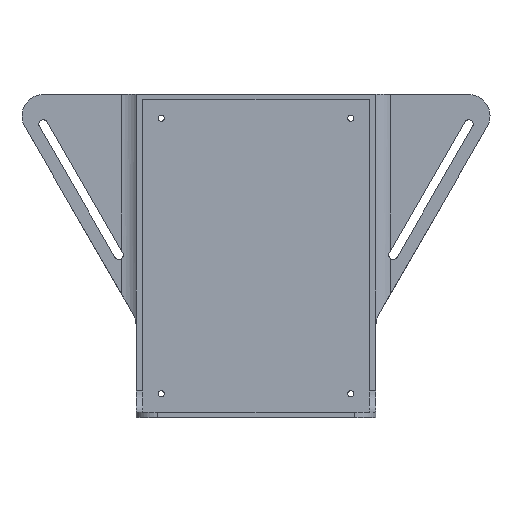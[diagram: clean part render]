
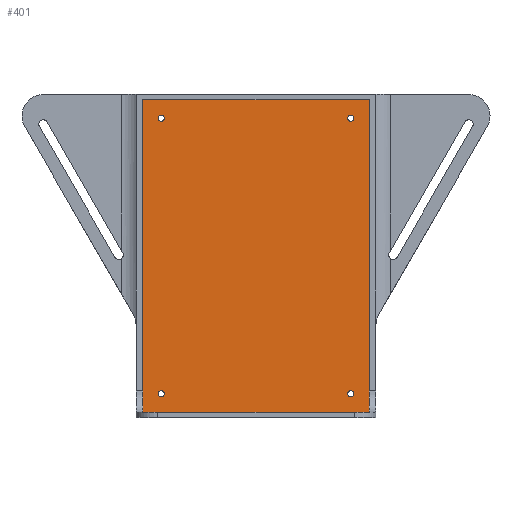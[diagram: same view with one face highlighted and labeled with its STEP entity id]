
A CAD part, top view. The second image highlights one B-rep face of the part: STEP entity #401.
In plain terms, the highlighted planar face has unit normal (0, 0, 1).
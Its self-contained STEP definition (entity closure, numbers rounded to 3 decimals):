
#17 = ORIENTED_EDGE ( 'NONE', *, *, #204, .T. ) ;
#145 = VERTEX_POINT ( 'NONE', #1743 ) ;
#149 = CARTESIAN_POINT ( 'NONE',  ( -52.676, 72.613, 1. ) ) ;
#204 = EDGE_CURVE ( 'NONE', #3514, #3893, #242, .T. ) ;
#236 = EDGE_CURVE ( 'NONE', #3718, #145, #4474, .T. ) ;
#238 = DIRECTION ( 'NONE',  ( 1., 0., 0. ) ) ;
#242 = LINE ( 'NONE', #274, #2088 ) ;
#261 = CARTESIAN_POINT ( 'NONE',  ( 52.676, 72.613, 1. ) ) ;
#274 = CARTESIAN_POINT ( 'NONE',  ( -52.676, 72.613, 1. ) ) ;
#401 = ADVANCED_FACE ( 'NONE', ( #827, #2801, #2825, #2413, #3990 ), #3607, .T. ) ;
#502 = CARTESIAN_POINT ( 'NONE',  ( -52.676, -72.613, 1. ) ) ;
#513 = CARTESIAN_POINT ( 'NONE',  ( -45.4, -64., 1. ) ) ;
#524 = VECTOR ( 'NONE', #3287, 1000. ) ;
#584 = CARTESIAN_POINT ( 'NONE',  ( 44., -64., 1. ) ) ;
#693 = VERTEX_POINT ( 'NONE', #4518 ) ;
#758 = ORIENTED_EDGE ( 'NONE', *, *, #2277, .F. ) ;
#807 = EDGE_LOOP ( 'NONE', ( #1903, #3199, #4714, #17 ) ) ;
#827 = FACE_BOUND ( 'NONE', #4113, .T. ) ;
#838 = CARTESIAN_POINT ( 'NONE',  ( 45.4, 64., 1. ) ) ;
#856 = VERTEX_POINT ( 'NONE', #4000 ) ;
#948 = CARTESIAN_POINT ( 'NONE',  ( -44., 64., 1. ) ) ;
#1037 = DIRECTION ( 'NONE',  ( 0., 0., 1. ) ) ;
#1155 = EDGE_CURVE ( 'NONE', #3893, #1801, #1660, .T. ) ;
#1192 = DIRECTION ( 'NONE',  ( 1., 0., 0. ) ) ;
#1232 = EDGE_CURVE ( 'NONE', #4429, #4746, #4644, .T. ) ;
#1291 = DIRECTION ( 'NONE',  ( 1., 0., 0. ) ) ;
#1365 = CIRCLE ( 'NONE', #2770, 1.4 ) ;
#1463 = DIRECTION ( 'NONE',  ( 0., 0., 1. ) ) ;
#1478 = DIRECTION ( 'NONE',  ( 1., 0., 0. ) ) ;
#1528 = AXIS2_PLACEMENT_3D ( 'NONE', #2042, #3236, #4391 ) ;
#1660 = LINE ( 'NONE', #502, #4892 ) ;
#1735 = VERTEX_POINT ( 'NONE', #838 ) ;
#1743 = CARTESIAN_POINT ( 'NONE',  ( 42.6, -64., 1. ) ) ;
#1801 = VERTEX_POINT ( 'NONE', #3955 ) ;
#1892 = DIRECTION ( 'NONE',  ( -1., 0., 0. ) ) ;
#1903 = ORIENTED_EDGE ( 'NONE', *, *, #1155, .T. ) ;
#1964 = CARTESIAN_POINT ( 'NONE',  ( 45.4, -64., 1. ) ) ;
#2042 = CARTESIAN_POINT ( 'NONE',  ( 44., 64., 1. ) ) ;
#2088 = VECTOR ( 'NONE', #4143, 1000. ) ;
#2120 = LINE ( 'NONE', #4052, #524 ) ;
#2249 = AXIS2_PLACEMENT_3D ( 'NONE', #4471, #2957, #238 ) ;
#2277 = EDGE_CURVE ( 'NONE', #4746, #4429, #2919, .T. ) ;
#2292 = CARTESIAN_POINT ( 'NONE',  ( -44., 64., 1. ) ) ;
#2314 = ORIENTED_EDGE ( 'NONE', *, *, #4480, .F. ) ;
#2327 = ORIENTED_EDGE ( 'NONE', *, *, #4022, .F. ) ;
#2330 = AXIS2_PLACEMENT_3D ( 'NONE', #584, #1037, #2984 ) ;
#2413 = FACE_BOUND ( 'NONE', #4688, .T. ) ;
#2432 = CIRCLE ( 'NONE', #2597, 1.4 ) ;
#2534 = DIRECTION ( 'NONE',  ( 0., 0., 1. ) ) ;
#2597 = AXIS2_PLACEMENT_3D ( 'NONE', #3571, #4784, #3194 ) ;
#2770 = AXIS2_PLACEMENT_3D ( 'NONE', #2773, #3911, #1192 ) ;
#2773 = CARTESIAN_POINT ( 'NONE',  ( 44., 64., 1. ) ) ;
#2801 = FACE_BOUND ( 'NONE', #3426, .T. ) ;
#2825 = FACE_BOUND ( 'NONE', #3027, .T. ) ;
#2866 = CARTESIAN_POINT ( 'NONE',  ( -45.4, 64., 1. ) ) ;
#2919 = CIRCLE ( 'NONE', #4985, 1.4 ) ;
#2950 = EDGE_CURVE ( 'NONE', #145, #3718, #2432, .T. ) ;
#2957 = DIRECTION ( 'NONE',  ( 0., 0., 1. ) ) ;
#2984 = DIRECTION ( 'NONE',  ( 1., 0., 0. ) ) ;
#3027 = EDGE_LOOP ( 'NONE', ( #2327, #4279 ) ) ;
#3106 = AXIS2_PLACEMENT_3D ( 'NONE', #948, #2534, #1291 ) ;
#3194 = DIRECTION ( 'NONE',  ( 1., 0., 0. ) ) ;
#3199 = ORIENTED_EDGE ( 'NONE', *, *, #4448, .T. ) ;
#3224 = ORIENTED_EDGE ( 'NONE', *, *, #2950, .F. ) ;
#3236 = DIRECTION ( 'NONE',  ( 0., 0., 1. ) ) ;
#3287 = DIRECTION ( 'NONE',  ( 0., 1., 0. ) ) ;
#3361 = DIRECTION ( 'NONE',  ( 1., 0., 0. ) ) ;
#3426 = EDGE_LOOP ( 'NONE', ( #3777, #3224 ) ) ;
#3436 = VERTEX_POINT ( 'NONE', #2866 ) ;
#3514 = VERTEX_POINT ( 'NONE', #149 ) ;
#3550 = EDGE_CURVE ( 'NONE', #856, #1735, #3757, .T. ) ;
#3571 = CARTESIAN_POINT ( 'NONE',  ( 44., -64., 1. ) ) ;
#3601 = VECTOR ( 'NONE', #1892, 1000. ) ;
#3607 = PLANE ( 'NONE',  #3907 ) ;
#3626 = DIRECTION ( 'NONE',  ( 1., 0., 0. ) ) ;
#3718 = VERTEX_POINT ( 'NONE', #1964 ) ;
#3757 = CIRCLE ( 'NONE', #1528, 1.4 ) ;
#3767 = ORIENTED_EDGE ( 'NONE', *, *, #4504, .F. ) ;
#3777 = ORIENTED_EDGE ( 'NONE', *, *, #236, .F. ) ;
#3893 = VERTEX_POINT ( 'NONE', #4654 ) ;
#3907 = AXIS2_PLACEMENT_3D ( 'NONE', #4838, #4015, #3626 ) ;
#3911 = DIRECTION ( 'NONE',  ( 0., 0., 1. ) ) ;
#3955 = CARTESIAN_POINT ( 'NONE',  ( 52.676, -72.613, 1. ) ) ;
#3979 = EDGE_CURVE ( 'NONE', #4319, #3514, #4576, .T. ) ;
#3990 = FACE_OUTER_BOUND ( 'NONE', #807, .T. ) ;
#4000 = CARTESIAN_POINT ( 'NONE',  ( 42.6, 64., 1. ) ) ;
#4015 = DIRECTION ( 'NONE',  ( 0., 0., 1. ) ) ;
#4022 = EDGE_CURVE ( 'NONE', #1735, #856, #1365, .T. ) ;
#4052 = CARTESIAN_POINT ( 'NONE',  ( 52.676, -72.613, 1. ) ) ;
#4113 = EDGE_LOOP ( 'NONE', ( #5084, #758 ) ) ;
#4143 = DIRECTION ( 'NONE',  ( 0., -1., 0. ) ) ;
#4219 = CARTESIAN_POINT ( 'NONE',  ( -44., -64., 1. ) ) ;
#4261 = CIRCLE ( 'NONE', #3106, 1.4 ) ;
#4279 = ORIENTED_EDGE ( 'NONE', *, *, #3550, .F. ) ;
#4319 = VERTEX_POINT ( 'NONE', #261 ) ;
#4348 = AXIS2_PLACEMENT_3D ( 'NONE', #2292, #1463, #3361 ) ;
#4391 = DIRECTION ( 'NONE',  ( 1., 0., 0. ) ) ;
#4429 = VERTEX_POINT ( 'NONE', #4801 ) ;
#4448 = EDGE_CURVE ( 'NONE', #1801, #4319, #2120, .T. ) ;
#4471 = CARTESIAN_POINT ( 'NONE',  ( -44., -64., 1. ) ) ;
#4474 = CIRCLE ( 'NONE', #2330, 1.4 ) ;
#4480 = EDGE_CURVE ( 'NONE', #693, #3436, #4261, .T. ) ;
#4504 = EDGE_CURVE ( 'NONE', #3436, #693, #5004, .T. ) ;
#4518 = CARTESIAN_POINT ( 'NONE',  ( -42.6, 64., 1. ) ) ;
#4576 = LINE ( 'NONE', #5023, #3601 ) ;
#4644 = CIRCLE ( 'NONE', #2249, 1.4 ) ;
#4654 = CARTESIAN_POINT ( 'NONE',  ( -52.676, -72.613, 1. ) ) ;
#4688 = EDGE_LOOP ( 'NONE', ( #2314, #3767 ) ) ;
#4714 = ORIENTED_EDGE ( 'NONE', *, *, #3979, .T. ) ;
#4746 = VERTEX_POINT ( 'NONE', #513 ) ;
#4784 = DIRECTION ( 'NONE',  ( 0., 0., 1. ) ) ;
#4801 = CARTESIAN_POINT ( 'NONE',  ( -42.6, -64., 1. ) ) ;
#4838 = CARTESIAN_POINT ( 'NONE',  ( 0., 0., 1. ) ) ;
#4839 = DIRECTION ( 'NONE',  ( 1., 0., 0. ) ) ;
#4892 = VECTOR ( 'NONE', #4839, 1000. ) ;
#4985 = AXIS2_PLACEMENT_3D ( 'NONE', #4219, #5080, #1478 ) ;
#5004 = CIRCLE ( 'NONE', #4348, 1.4 ) ;
#5023 = CARTESIAN_POINT ( 'NONE',  ( 52.676, 72.613, 1. ) ) ;
#5080 = DIRECTION ( 'NONE',  ( 0., 0., 1. ) ) ;
#5084 = ORIENTED_EDGE ( 'NONE', *, *, #1232, .F. ) ;
